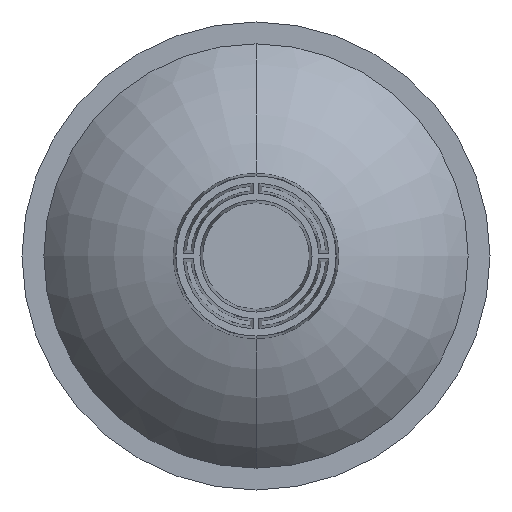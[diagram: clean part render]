
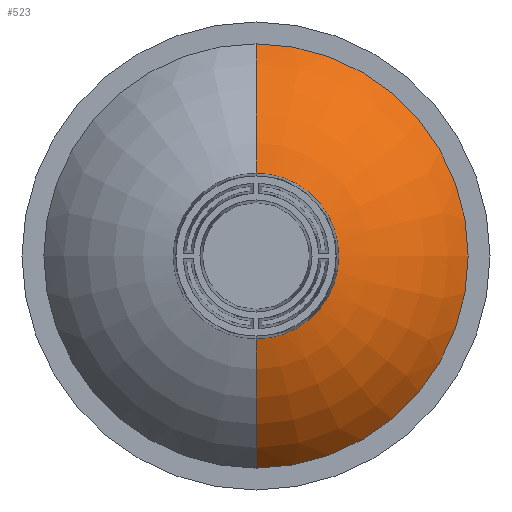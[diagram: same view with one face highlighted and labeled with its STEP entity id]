
A CAD part, front view. The second image highlights one B-rep face of the part: STEP entity #523.
In plain terms, the highlighted toroidal (fillet/blend) face has major radius 3.199 mm and minor radius 31.591 mm.
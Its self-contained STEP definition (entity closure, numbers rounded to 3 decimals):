
#11 = ORIENTED_EDGE ( 'NONE', *, *, #120, .T. ) ;
#78 = CARTESIAN_POINT ( 'NONE',  ( 0., -16.125, 11.375 ) ) ;
#87 = TOROIDAL_SURFACE ( 'NONE', #1039, 3.199, 31.591 ) ;
#114 = VERTEX_POINT ( 'NONE', #78 ) ;
#120 = EDGE_CURVE ( 'NONE', #846, #114, #486, .T. ) ;
#124 = DIRECTION ( 'NONE',  ( 0., 0., -1. ) ) ;
#162 = DIRECTION ( 'NONE',  ( 1., 0., 0. ) ) ;
#190 = EDGE_CURVE ( 'NONE', #1152, #846, #426, .T. ) ;
#210 = DIRECTION ( 'NONE',  ( 0., -1., 0. ) ) ;
#212 = VERTEX_POINT ( 'NONE', #647 ) ;
#243 = ORIENTED_EDGE ( 'NONE', *, *, #190, .T. ) ;
#253 = CARTESIAN_POINT ( 'NONE',  ( 0., 14.39, 3.199 ) ) ;
#284 = DIRECTION ( 'NONE',  ( 0., -1., 0. ) ) ;
#369 = AXIS2_PLACEMENT_3D ( 'NONE', #930, #550, #1189 ) ;
#371 = CIRCLE ( 'NONE', #1209, 11.375 ) ;
#426 = CIRCLE ( 'NONE', #849, 29.15 ) ;
#461 = ORIENTED_EDGE ( 'NONE', *, *, #1201, .F. ) ;
#475 = AXIS2_PLACEMENT_3D ( 'NONE', #253, #162, #1008 ) ;
#483 = CIRCLE ( 'NONE', #369, 31.591 ) ;
#486 = CIRCLE ( 'NONE', #475, 31.591 ) ;
#495 = DIRECTION ( 'NONE',  ( 0., 0., -1. ) ) ;
#523 = ADVANCED_FACE ( 'NONE', ( #852 ), #87, .T. ) ;
#550 = DIRECTION ( 'NONE',  ( -1., 0., 0. ) ) ;
#583 = DIRECTION ( 'NONE',  ( 0., -1., 0. ) ) ;
#606 = CARTESIAN_POINT ( 'NONE',  ( 0., -3.625, 29.15 ) ) ;
#647 = CARTESIAN_POINT ( 'NONE',  ( 0., -16.125, -11.375 ) ) ;
#736 = DIRECTION ( 'NONE',  ( 0., 0., -1. ) ) ;
#823 = EDGE_CURVE ( 'NONE', #212, #114, #371, .T. ) ;
#837 = CARTESIAN_POINT ( 'NONE',  ( 0., -3.625, 0. ) ) ;
#846 = VERTEX_POINT ( 'NONE', #606 ) ;
#849 = AXIS2_PLACEMENT_3D ( 'NONE', #837, #284, #736 ) ;
#852 = FACE_OUTER_BOUND ( 'NONE', #1022, .T. ) ;
#930 = CARTESIAN_POINT ( 'NONE',  ( 0., 14.39, -3.199 ) ) ;
#979 = CARTESIAN_POINT ( 'NONE',  ( 0., 14.39, 0. ) ) ;
#1008 = DIRECTION ( 'NONE',  ( 0., 0., -1. ) ) ;
#1022 = EDGE_LOOP ( 'NONE', ( #243, #11, #1089, #461 ) ) ;
#1039 = AXIS2_PLACEMENT_3D ( 'NONE', #979, #210, #495 ) ;
#1047 = CARTESIAN_POINT ( 'NONE',  ( 0., -16.125, 0. ) ) ;
#1089 = ORIENTED_EDGE ( 'NONE', *, *, #823, .F. ) ;
#1091 = CARTESIAN_POINT ( 'NONE',  ( 0., -3.625, -29.15 ) ) ;
#1152 = VERTEX_POINT ( 'NONE', #1091 ) ;
#1189 = DIRECTION ( 'NONE',  ( 0., 0., 1. ) ) ;
#1201 = EDGE_CURVE ( 'NONE', #1152, #212, #483, .T. ) ;
#1209 = AXIS2_PLACEMENT_3D ( 'NONE', #1047, #583, #124 ) ;
